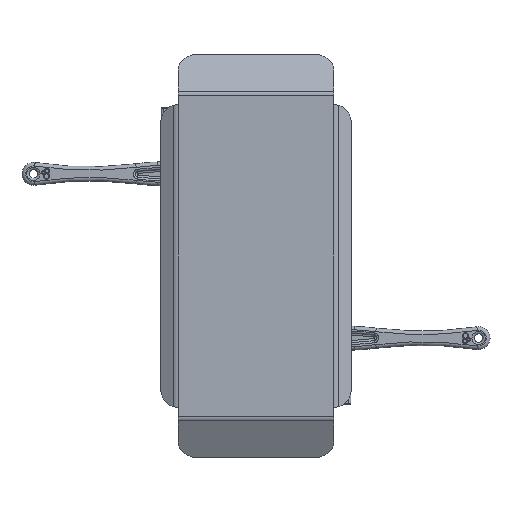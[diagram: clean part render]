
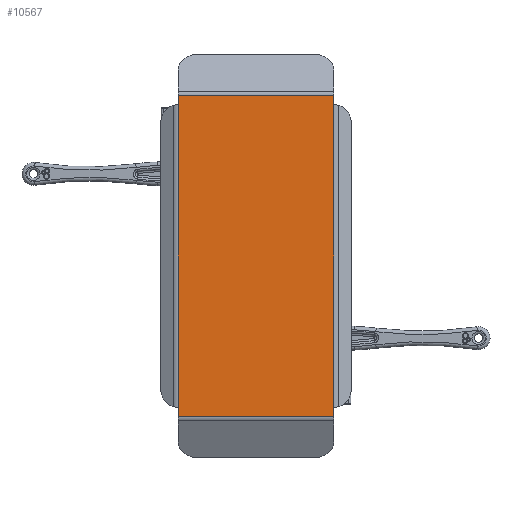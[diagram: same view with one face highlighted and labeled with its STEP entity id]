
A CAD part, front view. The second image highlights one B-rep face of the part: STEP entity #10567.
In plain terms, the highlighted face is planar.
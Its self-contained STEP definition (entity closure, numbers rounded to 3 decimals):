
#1101=LINE('',#16167,#1694);
#1102=LINE('',#16169,#1695);
#1103=LINE('',#16171,#1696);
#1104=LINE('',#16173,#1697);
#1105=LINE('',#16175,#1698);
#1106=LINE('',#16177,#1699);
#1107=LINE('',#16179,#1700);
#1108=LINE('',#16181,#1701);
#1109=LINE('',#16183,#1702);
#1110=LINE('',#16185,#1703);
#1111=LINE('',#16187,#1704);
#1112=LINE('',#16189,#1705);
#1113=LINE('',#16191,#1706);
#1114=LINE('',#16193,#1707);
#1115=LINE('',#16195,#1708);
#1116=LINE('',#16197,#1709);
#1117=LINE('',#16199,#1710);
#1118=LINE('',#16201,#1711);
#1119=LINE('',#16203,#1712);
#1120=LINE('',#16204,#1713);
#1694=VECTOR('',#12795,10.);
#1695=VECTOR('',#12796,10.);
#1696=VECTOR('',#12797,10.);
#1697=VECTOR('',#12798,10.);
#1698=VECTOR('',#12799,10.);
#1699=VECTOR('',#12800,10.);
#1700=VECTOR('',#12801,10.);
#1701=VECTOR('',#12802,10.);
#1702=VECTOR('',#12803,10.);
#1703=VECTOR('',#12804,10.);
#1704=VECTOR('',#12805,10.);
#1705=VECTOR('',#12806,10.);
#1706=VECTOR('',#12807,10.);
#1707=VECTOR('',#12808,10.);
#1708=VECTOR('',#12809,10.);
#1709=VECTOR('',#12810,10.);
#1710=VECTOR('',#12811,10.);
#1711=VECTOR('',#12812,10.);
#1712=VECTOR('',#12813,10.);
#1713=VECTOR('',#12814,10.);
#2291=FACE_OUTER_BOUND('',#3044,.T.);
#3044=EDGE_LOOP('',(#7144,#7145,#7146,#7147,#7148,#7149,#7150,#7151,#7152,
#7153,#7154,#7155,#7156,#7157,#7158,#7159,#7160,#7161,#7162,#7163));
#4568=VERTEX_POINT('',#16165);
#4569=VERTEX_POINT('',#16166);
#4570=VERTEX_POINT('',#16168);
#4571=VERTEX_POINT('',#16170);
#4572=VERTEX_POINT('',#16172);
#4573=VERTEX_POINT('',#16174);
#4574=VERTEX_POINT('',#16176);
#4575=VERTEX_POINT('',#16178);
#4576=VERTEX_POINT('',#16180);
#4577=VERTEX_POINT('',#16182);
#4578=VERTEX_POINT('',#16184);
#4579=VERTEX_POINT('',#16186);
#4580=VERTEX_POINT('',#16188);
#4581=VERTEX_POINT('',#16190);
#4582=VERTEX_POINT('',#16192);
#4583=VERTEX_POINT('',#16194);
#4584=VERTEX_POINT('',#16196);
#4585=VERTEX_POINT('',#16198);
#4586=VERTEX_POINT('',#16200);
#4587=VERTEX_POINT('',#16202);
#5536=EDGE_CURVE('',#4568,#4569,#1101,.T.);
#5537=EDGE_CURVE('',#4569,#4570,#1102,.T.);
#5538=EDGE_CURVE('',#4570,#4571,#1103,.T.);
#5539=EDGE_CURVE('',#4571,#4572,#1104,.T.);
#5540=EDGE_CURVE('',#4572,#4573,#1105,.T.);
#5541=EDGE_CURVE('',#4573,#4574,#1106,.T.);
#5542=EDGE_CURVE('',#4574,#4575,#1107,.T.);
#5543=EDGE_CURVE('',#4575,#4576,#1108,.T.);
#5544=EDGE_CURVE('',#4576,#4577,#1109,.T.);
#5545=EDGE_CURVE('',#4577,#4578,#1110,.T.);
#5546=EDGE_CURVE('',#4578,#4579,#1111,.T.);
#5547=EDGE_CURVE('',#4579,#4580,#1112,.T.);
#5548=EDGE_CURVE('',#4580,#4581,#1113,.T.);
#5549=EDGE_CURVE('',#4581,#4582,#1114,.T.);
#5550=EDGE_CURVE('',#4582,#4583,#1115,.T.);
#5551=EDGE_CURVE('',#4583,#4584,#1116,.T.);
#5552=EDGE_CURVE('',#4584,#4585,#1117,.T.);
#5553=EDGE_CURVE('',#4585,#4586,#1118,.T.);
#5554=EDGE_CURVE('',#4586,#4587,#1119,.T.);
#5555=EDGE_CURVE('',#4587,#4568,#1120,.T.);
#7144=ORIENTED_EDGE('',*,*,#5536,.T.);
#7145=ORIENTED_EDGE('',*,*,#5537,.T.);
#7146=ORIENTED_EDGE('',*,*,#5538,.T.);
#7147=ORIENTED_EDGE('',*,*,#5539,.T.);
#7148=ORIENTED_EDGE('',*,*,#5540,.T.);
#7149=ORIENTED_EDGE('',*,*,#5541,.T.);
#7150=ORIENTED_EDGE('',*,*,#5542,.T.);
#7151=ORIENTED_EDGE('',*,*,#5543,.T.);
#7152=ORIENTED_EDGE('',*,*,#5544,.T.);
#7153=ORIENTED_EDGE('',*,*,#5545,.T.);
#7154=ORIENTED_EDGE('',*,*,#5546,.T.);
#7155=ORIENTED_EDGE('',*,*,#5547,.T.);
#7156=ORIENTED_EDGE('',*,*,#5548,.T.);
#7157=ORIENTED_EDGE('',*,*,#5549,.T.);
#7158=ORIENTED_EDGE('',*,*,#5550,.T.);
#7159=ORIENTED_EDGE('',*,*,#5551,.T.);
#7160=ORIENTED_EDGE('',*,*,#5552,.T.);
#7161=ORIENTED_EDGE('',*,*,#5553,.T.);
#7162=ORIENTED_EDGE('',*,*,#5554,.T.);
#7163=ORIENTED_EDGE('',*,*,#5555,.T.);
#10360=PLANE('',#11391);
#10567=ADVANCED_FACE('',(#2291),#10360,.F.);
#11391=AXIS2_PLACEMENT_3D('',#16164,#12793,#12794);
#12793=DIRECTION('center_axis',(0.,0.,1.));
#12794=DIRECTION('ref_axis',(1.,0.,0.));
#12795=DIRECTION('',(0.,-1.,0.));
#12796=DIRECTION('',(-1.,0.,0.));
#12797=DIRECTION('',(0.,1.,0.));
#12798=DIRECTION('',(1.,0.,0.));
#12799=DIRECTION('',(0.,-1.,0.));
#12800=DIRECTION('',(1.,0.,0.));
#12801=DIRECTION('',(0.,1.,0.));
#12802=DIRECTION('',(1.,0.,0.));
#12803=DIRECTION('',(0.,-1.,0.));
#12804=DIRECTION('',(1.,0.,0.));
#12805=DIRECTION('',(0.,1.,0.));
#12806=DIRECTION('',(1.,0.,0.));
#12807=DIRECTION('',(0.,-1.,0.));
#12808=DIRECTION('',(-1.,0.,0.));
#12809=DIRECTION('',(0.,1.,0.));
#12810=DIRECTION('',(-1.,0.,0.));
#12811=DIRECTION('',(0.,-1.,0.));
#12812=DIRECTION('',(-1.,0.,0.));
#12813=DIRECTION('',(0.,1.,0.));
#12814=DIRECTION('',(-1.,0.,0.));
#16164=CARTESIAN_POINT('Origin',(-107.7,35.,0.));
#16165=CARTESIAN_POINT('',(-165.01,-84.99,0.));
#16166=CARTESIAN_POINT('',(-165.01,-85.,0.));
#16167=CARTESIAN_POINT('',(-165.01,-42.495,0.));
#16168=CARTESIAN_POINT('',(-175.,-85.,0.));
#16169=CARTESIAN_POINT('',(225.,-85.,0.));
#16170=CARTESIAN_POINT('',(-175.,85.,0.));
#16171=CARTESIAN_POINT('',(-175.,-42.5,0.));
#16172=CARTESIAN_POINT('',(-165.01,85.,0.));
#16173=CARTESIAN_POINT('',(-225.,85.,0.));
#16174=CARTESIAN_POINT('',(-165.01,84.99,0.));
#16175=CARTESIAN_POINT('',(-165.01,44.39,0.));
#16176=CARTESIAN_POINT('',(-165.,84.99,0.));
#16177=CARTESIAN_POINT('',(-82.505,84.99,0.));
#16178=CARTESIAN_POINT('',(-165.,85.,0.));
#16179=CARTESIAN_POINT('',(-165.,42.495,0.));
#16180=CARTESIAN_POINT('',(165.,85.,0.));
#16181=CARTESIAN_POINT('',(-225.,85.,0.));
#16182=CARTESIAN_POINT('',(165.,84.99,0.));
#16183=CARTESIAN_POINT('',(165.,44.39,0.));
#16184=CARTESIAN_POINT('',(165.01,84.99,0.));
#16185=CARTESIAN_POINT('',(82.5,84.99,0.));
#16186=CARTESIAN_POINT('',(165.01,85.,0.));
#16187=CARTESIAN_POINT('',(165.01,42.495,0.));
#16188=CARTESIAN_POINT('',(175.,85.,0.));
#16189=CARTESIAN_POINT('',(-225.,85.,0.));
#16190=CARTESIAN_POINT('',(175.,-85.,0.));
#16191=CARTESIAN_POINT('',(175.,42.5,0.));
#16192=CARTESIAN_POINT('',(165.01,-85.,0.));
#16193=CARTESIAN_POINT('',(225.,-85.,0.));
#16194=CARTESIAN_POINT('',(165.01,-84.99,0.));
#16195=CARTESIAN_POINT('',(165.01,-44.39,0.));
#16196=CARTESIAN_POINT('',(165.,-84.99,0.));
#16197=CARTESIAN_POINT('',(82.505,-84.99,0.));
#16198=CARTESIAN_POINT('',(165.,-85.,0.));
#16199=CARTESIAN_POINT('',(165.,-42.495,0.));
#16200=CARTESIAN_POINT('',(-165.,-85.,0.));
#16201=CARTESIAN_POINT('',(225.,-85.,0.));
#16202=CARTESIAN_POINT('',(-165.,-84.99,0.));
#16203=CARTESIAN_POINT('',(-165.,-44.39,0.));
#16204=CARTESIAN_POINT('',(-82.5,-84.99,0.));
